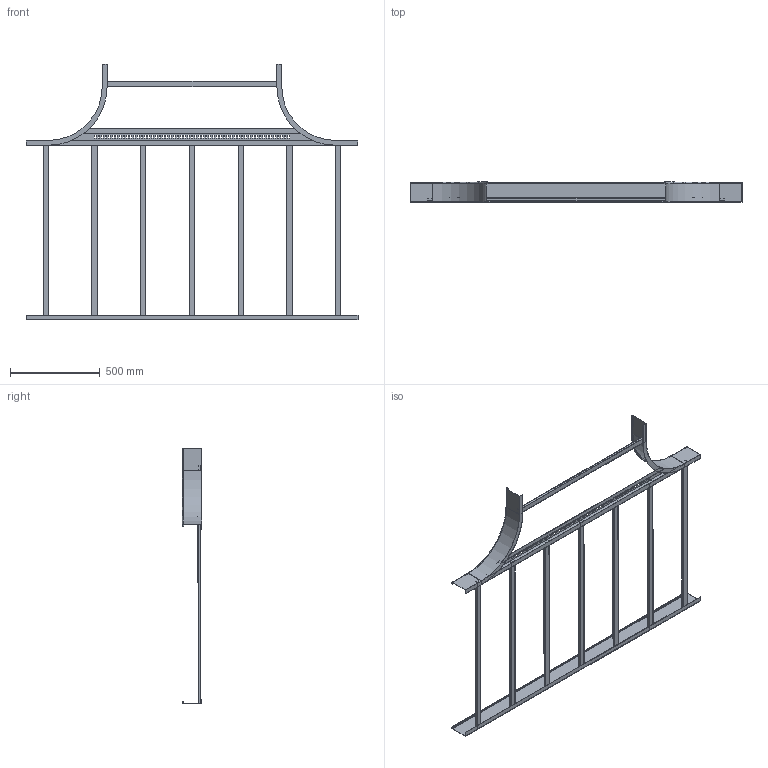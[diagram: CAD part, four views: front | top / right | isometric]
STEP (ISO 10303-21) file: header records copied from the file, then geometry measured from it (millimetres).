
FILE_DESCRIPTION (( 'STEP AP214' ), '1' );
FILE_NAME ('6225368.STP', '2017-03-24T08:17:31', ( '' ), ( '' ), 'SwSTEP 2.0', 'SolidWorks 2016', '' );
FILE_SCHEMA (( 'AUTOMOTIVE_DESIGN' ));
Length unit declared in the file: millimetre
Products named in the file (5): 087829_Gegenholm 110x1850; 082108_L993; 085502_St》zprofil f〉 R300 NB1000; 087827_Innenholm 110xR300; 6225368
Assembly tree (12 placements, depth 2):
  6225368
    087827_Innenholm 110xR300  x2
    085502_St》zprofil f〉 R300 NB1000
    082108_L993  x8
    087829_Gegenholm 110x1850
Bounding box: 1850 x 110 x 1425 mm (x, y, z)
Volume: 2351928.5 mm3; surface area: 2413332.1 mm2
Topology: 12 solids, 12 shells, 584 faces, 1632 edges, 1072 vertices
Faces by surface type: plane 546, cylinder 26, bspline 8, torus 4
Entity records: 12192 total; most frequent: CARTESIAN_POINT 2989, ORIENTED_EDGE 1924, DIRECTION 1654, EDGE_CURVE 962, VECTOR 896, LINE 896, VERTEX_POINT 632, EDGE_LOOP 448
